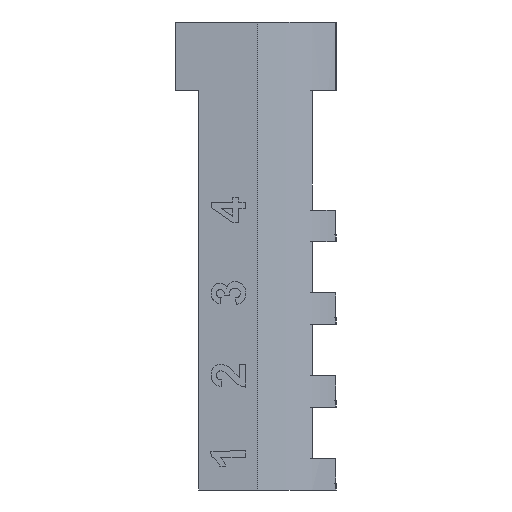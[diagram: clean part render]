
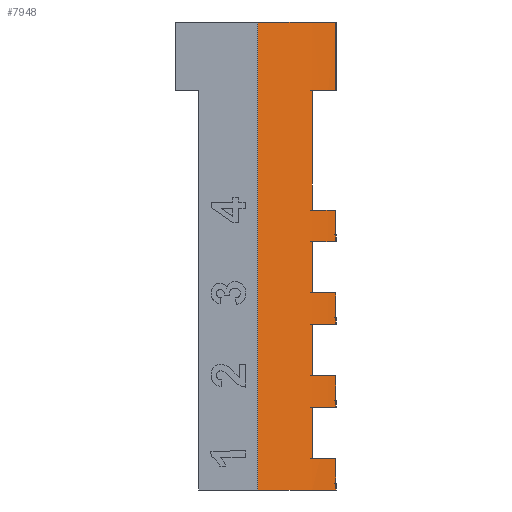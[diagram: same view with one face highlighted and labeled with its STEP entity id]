
A CAD part, left-side view. The second image highlights one B-rep face of the part: STEP entity #7948.
In plain terms, the highlighted cylindrical face has radius 51 mm (diameter 102 mm), a partial arc.
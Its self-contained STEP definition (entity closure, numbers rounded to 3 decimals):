
#15=CIRCLE('',#8295,51.);
#16=CIRCLE('',#8296,51.);
#17=CIRCLE('',#8297,51.);
#18=CIRCLE('',#8298,51.);
#19=CIRCLE('',#8299,51.);
#20=CIRCLE('',#8300,51.);
#21=CIRCLE('',#8301,51.);
#22=CIRCLE('',#8302,51.);
#23=CIRCLE('',#8303,51.);
#24=CIRCLE('',#8304,51.);
#83=CYLINDRICAL_SURFACE('',#8294,51.);
#703=FACE_OUTER_BOUND('',#1135,.T.);
#1135=EDGE_LOOP('',(#6011,#6012,#6013,#6014,#6015,#6016,#6017,#6018,#6019,
#6020,#6021,#6022,#6023,#6024,#6025,#6026,#6027,#6028,#6029,#6030,#6031,
#6032,#6033,#6034));
#1687=LINE('',#12587,#2548);
#1690=LINE('',#12597,#2551);
#1691=LINE('',#12599,#2552);
#1692=LINE('',#12603,#2553);
#1693=LINE('',#12607,#2554);
#1694=LINE('',#12609,#2555);
#1695=LINE('',#12613,#2556);
#1696=LINE('',#12617,#2557);
#1697=LINE('',#12619,#2558);
#1698=LINE('',#12623,#2559);
#1699=LINE('',#12627,#2560);
#1700=LINE('',#12629,#2561);
#1701=LINE('',#12633,#2562);
#1702=LINE('',#12637,#2563);
#2548=VECTOR('',#8974,10.);
#2551=VECTOR('',#8985,10.);
#2552=VECTOR('',#8986,10.);
#2553=VECTOR('',#8989,10.);
#2554=VECTOR('',#8992,10.);
#2555=VECTOR('',#8993,10.);
#2556=VECTOR('',#8996,10.);
#2557=VECTOR('',#8999,10.);
#2558=VECTOR('',#9000,10.);
#2559=VECTOR('',#9003,10.);
#2560=VECTOR('',#9006,10.);
#2561=VECTOR('',#9007,10.);
#2562=VECTOR('',#9010,10.);
#2563=VECTOR('',#9013,10.);
#3447=VERTEX_POINT('',#12584);
#3448=VERTEX_POINT('',#12586);
#3450=VERTEX_POINT('',#12594);
#3451=VERTEX_POINT('',#12596);
#3452=VERTEX_POINT('',#12598);
#3453=VERTEX_POINT('',#12600);
#3454=VERTEX_POINT('',#12602);
#3455=VERTEX_POINT('',#12604);
#3456=VERTEX_POINT('',#12606);
#3457=VERTEX_POINT('',#12608);
#3458=VERTEX_POINT('',#12610);
#3459=VERTEX_POINT('',#12612);
#3460=VERTEX_POINT('',#12614);
#3461=VERTEX_POINT('',#12616);
#3462=VERTEX_POINT('',#12618);
#3463=VERTEX_POINT('',#12620);
#3464=VERTEX_POINT('',#12622);
#3465=VERTEX_POINT('',#12624);
#3466=VERTEX_POINT('',#12626);
#3467=VERTEX_POINT('',#12628);
#3468=VERTEX_POINT('',#12630);
#3469=VERTEX_POINT('',#12632);
#3470=VERTEX_POINT('',#12634);
#3471=VERTEX_POINT('',#12636);
#4383=EDGE_CURVE('',#3448,#3447,#1687,.T.);
#4386=EDGE_CURVE('',#3450,#3447,#15,.T.);
#4387=EDGE_CURVE('',#3451,#3450,#1690,.T.);
#4388=EDGE_CURVE('',#3451,#3452,#1691,.T.);
#4389=EDGE_CURVE('',#3453,#3452,#16,.T.);
#4390=EDGE_CURVE('',#3453,#3454,#1692,.T.);
#4391=EDGE_CURVE('',#3455,#3454,#17,.T.);
#4392=EDGE_CURVE('',#3456,#3455,#1693,.T.);
#4393=EDGE_CURVE('',#3456,#3457,#1694,.T.);
#4394=EDGE_CURVE('',#3458,#3457,#18,.T.);
#4395=EDGE_CURVE('',#3458,#3459,#1695,.T.);
#4396=EDGE_CURVE('',#3460,#3459,#19,.T.);
#4397=EDGE_CURVE('',#3461,#3460,#1696,.T.);
#4398=EDGE_CURVE('',#3461,#3462,#1697,.T.);
#4399=EDGE_CURVE('',#3463,#3462,#20,.T.);
#4400=EDGE_CURVE('',#3463,#3464,#1698,.T.);
#4401=EDGE_CURVE('',#3465,#3464,#21,.T.);
#4402=EDGE_CURVE('',#3466,#3465,#1699,.T.);
#4403=EDGE_CURVE('',#3466,#3467,#1700,.T.);
#4404=EDGE_CURVE('',#3468,#3467,#22,.T.);
#4405=EDGE_CURVE('',#3468,#3469,#1701,.T.);
#4406=EDGE_CURVE('',#3470,#3469,#23,.T.);
#4407=EDGE_CURVE('',#3470,#3471,#1702,.T.);
#4408=EDGE_CURVE('',#3448,#3471,#24,.T.);
#6011=ORIENTED_EDGE('',*,*,#4383,.T.);
#6012=ORIENTED_EDGE('',*,*,#4386,.F.);
#6013=ORIENTED_EDGE('',*,*,#4387,.F.);
#6014=ORIENTED_EDGE('',*,*,#4388,.T.);
#6015=ORIENTED_EDGE('',*,*,#4389,.F.);
#6016=ORIENTED_EDGE('',*,*,#4390,.T.);
#6017=ORIENTED_EDGE('',*,*,#4391,.F.);
#6018=ORIENTED_EDGE('',*,*,#4392,.F.);
#6019=ORIENTED_EDGE('',*,*,#4393,.T.);
#6020=ORIENTED_EDGE('',*,*,#4394,.F.);
#6021=ORIENTED_EDGE('',*,*,#4395,.T.);
#6022=ORIENTED_EDGE('',*,*,#4396,.F.);
#6023=ORIENTED_EDGE('',*,*,#4397,.F.);
#6024=ORIENTED_EDGE('',*,*,#4398,.T.);
#6025=ORIENTED_EDGE('',*,*,#4399,.F.);
#6026=ORIENTED_EDGE('',*,*,#4400,.T.);
#6027=ORIENTED_EDGE('',*,*,#4401,.F.);
#6028=ORIENTED_EDGE('',*,*,#4402,.F.);
#6029=ORIENTED_EDGE('',*,*,#4403,.T.);
#6030=ORIENTED_EDGE('',*,*,#4404,.F.);
#6031=ORIENTED_EDGE('',*,*,#4405,.T.);
#6032=ORIENTED_EDGE('',*,*,#4406,.F.);
#6033=ORIENTED_EDGE('',*,*,#4407,.T.);
#6034=ORIENTED_EDGE('',*,*,#4408,.F.);
#7948=ADVANCED_FACE('',(#703),#83,.T.);
#8294=AXIS2_PLACEMENT_3D('',#12593,#8981,#8982);
#8295=AXIS2_PLACEMENT_3D('',#12595,#8983,#8984);
#8296=AXIS2_PLACEMENT_3D('',#12601,#8987,#8988);
#8297=AXIS2_PLACEMENT_3D('',#12605,#8990,#8991);
#8298=AXIS2_PLACEMENT_3D('',#12611,#8994,#8995);
#8299=AXIS2_PLACEMENT_3D('',#12615,#8997,#8998);
#8300=AXIS2_PLACEMENT_3D('',#12621,#9001,#9002);
#8301=AXIS2_PLACEMENT_3D('',#12625,#9004,#9005);
#8302=AXIS2_PLACEMENT_3D('',#12631,#9008,#9009);
#8303=AXIS2_PLACEMENT_3D('',#12635,#9011,#9012);
#8304=AXIS2_PLACEMENT_3D('',#12638,#9014,#9015);
#8974=DIRECTION('',(0.,0.,-1.));
#8981=DIRECTION('center_axis',(0.,0.,1.));
#8982=DIRECTION('ref_axis',(1.,0.,0.));
#8983=DIRECTION('center_axis',(0.,0.,-1.));
#8984=DIRECTION('ref_axis',(1.,0.,0.));
#8985=DIRECTION('',(0.,0.,-1.));
#8986=DIRECTION('',(0.,0.,1.));
#8987=DIRECTION('center_axis',(0.,0.,1.));
#8988=DIRECTION('ref_axis',(1.,0.,0.));
#8989=DIRECTION('',(0.,0.,1.));
#8990=DIRECTION('center_axis',(0.,0.,-1.));
#8991=DIRECTION('ref_axis',(1.,0.,0.));
#8992=DIRECTION('',(0.,0.,-1.));
#8993=DIRECTION('',(0.,0.,1.));
#8994=DIRECTION('center_axis',(0.,0.,1.));
#8995=DIRECTION('ref_axis',(1.,0.,0.));
#8996=DIRECTION('',(0.,0.,1.));
#8997=DIRECTION('center_axis',(0.,0.,-1.));
#8998=DIRECTION('ref_axis',(1.,0.,0.));
#8999=DIRECTION('',(0.,0.,-1.));
#9000=DIRECTION('',(0.,0.,1.));
#9001=DIRECTION('center_axis',(0.,0.,1.));
#9002=DIRECTION('ref_axis',(1.,0.,0.));
#9003=DIRECTION('',(0.,0.,1.));
#9004=DIRECTION('center_axis',(0.,0.,-1.));
#9005=DIRECTION('ref_axis',(1.,0.,0.));
#9006=DIRECTION('',(0.,0.,-1.));
#9007=DIRECTION('',(0.,0.,1.));
#9008=DIRECTION('center_axis',(0.,0.,1.));
#9009=DIRECTION('ref_axis',(1.,0.,0.));
#9010=DIRECTION('',(0.,0.,1.));
#9011=DIRECTION('center_axis',(0.,0.,-1.));
#9012=DIRECTION('ref_axis',(1.,0.,0.));
#9013=DIRECTION('',(0.,0.,1.));
#9014=DIRECTION('center_axis',(0.,0.,1.));
#9015=DIRECTION('ref_axis',(1.,0.,0.));
#12584=CARTESIAN_POINT('',(-49.568,-12.,-1.4));
#12586=CARTESIAN_POINT('',(-49.568,-12.,135.4));
#12587=CARTESIAN_POINT('',(-49.568,-12.,5.8));
#12593=CARTESIAN_POINT('Origin',(0.,0.,5.8));
#12594=CARTESIAN_POINT('',(-37.3,-34.781,-1.4));
#12595=CARTESIAN_POINT('Origin',(0.,0.,-1.4));
#12596=CARTESIAN_POINT('',(-37.3,-34.781,0.6));
#12597=CARTESIAN_POINT('',(-37.3,-34.781,0.6));
#12598=CARTESIAN_POINT('',(-37.3,-34.781,7.8));
#12599=CARTESIAN_POINT('',(-37.3,-34.781,5.8));
#12600=CARTESIAN_POINT('',(-42.7,-27.887,7.8));
#12601=CARTESIAN_POINT('Origin',(0.,0.,7.8));
#12602=CARTESIAN_POINT('',(-42.7,-27.887,22.8));
#12603=CARTESIAN_POINT('',(-42.7,-27.887,7.8));
#12604=CARTESIAN_POINT('',(-37.3,-34.781,22.8));
#12605=CARTESIAN_POINT('Origin',(0.,0.,22.8));
#12606=CARTESIAN_POINT('',(-37.3,-34.781,24.8));
#12607=CARTESIAN_POINT('',(-37.3,-34.781,24.8));
#12608=CARTESIAN_POINT('',(-37.3,-34.781,32.));
#12609=CARTESIAN_POINT('',(-37.3,-34.781,30.));
#12610=CARTESIAN_POINT('',(-42.7,-27.887,32.));
#12611=CARTESIAN_POINT('Origin',(0.,0.,32.));
#12612=CARTESIAN_POINT('',(-42.7,-27.887,47.));
#12613=CARTESIAN_POINT('',(-42.7,-27.887,32.));
#12614=CARTESIAN_POINT('',(-37.3,-34.781,47.));
#12615=CARTESIAN_POINT('Origin',(0.,0.,47.));
#12616=CARTESIAN_POINT('',(-37.3,-34.781,49.));
#12617=CARTESIAN_POINT('',(-37.3,-34.781,49.));
#12618=CARTESIAN_POINT('',(-37.3,-34.781,56.2));
#12619=CARTESIAN_POINT('',(-37.3,-34.781,54.2));
#12620=CARTESIAN_POINT('',(-42.7,-27.887,56.2));
#12621=CARTESIAN_POINT('Origin',(0.,0.,56.2));
#12622=CARTESIAN_POINT('',(-42.7,-27.887,71.2));
#12623=CARTESIAN_POINT('',(-42.7,-27.887,56.2));
#12624=CARTESIAN_POINT('',(-37.3,-34.781,71.2));
#12625=CARTESIAN_POINT('Origin',(0.,0.,71.2));
#12626=CARTESIAN_POINT('',(-37.3,-34.781,73.2));
#12627=CARTESIAN_POINT('',(-37.3,-34.781,73.2));
#12628=CARTESIAN_POINT('',(-37.3,-34.781,80.4));
#12629=CARTESIAN_POINT('',(-37.3,-34.781,78.4));
#12630=CARTESIAN_POINT('',(-42.7,-27.887,80.4));
#12631=CARTESIAN_POINT('Origin',(0.,0.,80.4));
#12632=CARTESIAN_POINT('',(-42.7,-27.887,115.4));
#12633=CARTESIAN_POINT('',(-42.7,-27.887,80.4));
#12634=CARTESIAN_POINT('',(-37.3,-34.781,115.4));
#12635=CARTESIAN_POINT('Origin',(0.,0.,115.4));
#12636=CARTESIAN_POINT('',(-37.3,-34.781,135.4));
#12637=CARTESIAN_POINT('',(-37.3,-34.781,115.4));
#12638=CARTESIAN_POINT('Origin',(0.,0.,135.4));
